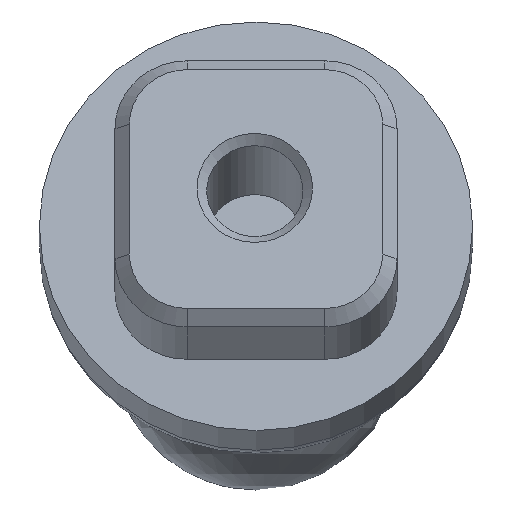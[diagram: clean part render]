
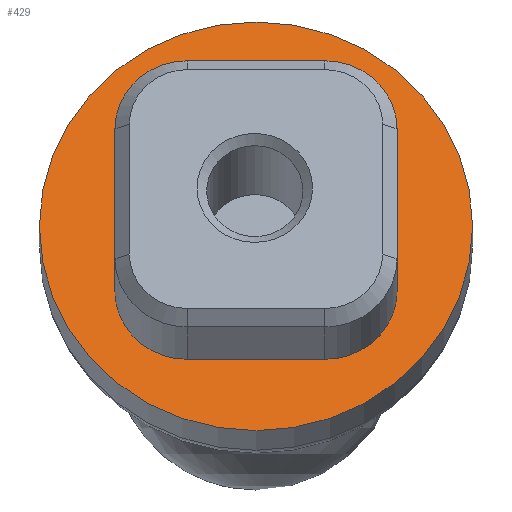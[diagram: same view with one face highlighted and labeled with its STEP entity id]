
A CAD part, front view. The second image highlights one B-rep face of the part: STEP entity #429.
In plain terms, the highlighted planar face has unit normal (0, -0.943, 0.332).
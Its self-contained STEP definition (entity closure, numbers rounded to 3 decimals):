
#33=FACE_BOUND('',#94,.T.);
#45=PLANE('',#486);
#66=FACE_OUTER_BOUND('',#93,.T.);
#93=EDGE_LOOP('',(#369));
#94=EDGE_LOOP('',(#370,#371,#372,#373,#374,#375,#376,#377));
#120=LINE('',#715,#153);
#124=LINE('',#724,#157);
#129=LINE('',#740,#162);
#130=LINE('',#742,#163);
#153=VECTOR('',#575,10.);
#157=VECTOR('',#585,10.);
#162=VECTOR('',#604,10.);
#163=VECTOR('',#607,10.);
#178=CIRCLE('',#475,1.5);
#179=CIRCLE('',#478,1.5);
#180=CIRCLE('',#480,1.5);
#181=CIRCLE('',#482,1.5);
#182=CIRCLE('',#487,4.5);
#211=VERTEX_POINT('',#712);
#212=VERTEX_POINT('',#714);
#213=VERTEX_POINT('',#718);
#214=VERTEX_POINT('',#722);
#215=VERTEX_POINT('',#726);
#216=VERTEX_POINT('',#730);
#217=VERTEX_POINT('',#732);
#218=VERTEX_POINT('',#736);
#219=VERTEX_POINT('',#745);
#259=EDGE_CURVE('',#212,#211,#120,.F.);
#262=EDGE_CURVE('',#213,#211,#178,.T.);
#264=EDGE_CURVE('',#213,#214,#124,.F.);
#266=EDGE_CURVE('',#215,#214,#179,.T.);
#268=EDGE_CURVE('',#216,#217,#180,.T.);
#270=EDGE_CURVE('',#212,#218,#181,.T.);
#272=EDGE_CURVE('',#215,#217,#129,.F.);
#273=EDGE_CURVE('',#216,#218,#130,.F.);
#274=EDGE_CURVE('',#219,#219,#182,.T.);
#369=ORIENTED_EDGE('',*,*,#274,.T.);
#370=ORIENTED_EDGE('',*,*,#264,.T.);
#371=ORIENTED_EDGE('',*,*,#266,.F.);
#372=ORIENTED_EDGE('',*,*,#272,.T.);
#373=ORIENTED_EDGE('',*,*,#268,.F.);
#374=ORIENTED_EDGE('',*,*,#273,.T.);
#375=ORIENTED_EDGE('',*,*,#270,.F.);
#376=ORIENTED_EDGE('',*,*,#259,.T.);
#377=ORIENTED_EDGE('',*,*,#262,.F.);
#429=ADVANCED_FACE('',(#66,#33),#45,.T.);
#475=AXIS2_PLACEMENT_3D('',#720,#580,#581);
#478=AXIS2_PLACEMENT_3D('',#728,#589,#590);
#480=AXIS2_PLACEMENT_3D('',#733,#594,#595);
#482=AXIS2_PLACEMENT_3D('',#737,#599,#600);
#486=AXIS2_PLACEMENT_3D('',#744,#610,#611);
#487=AXIS2_PLACEMENT_3D('',#746,#612,#613);
#575=DIRECTION('',(0.,-0.332,-0.943));
#580=DIRECTION('center_axis',(0.,-0.943,0.332));
#581=DIRECTION('ref_axis',(-0.707,0.235,0.667));
#585=DIRECTION('',(-1.,0.,0.));
#589=DIRECTION('center_axis',(0.,-0.943,0.332));
#590=DIRECTION('ref_axis',(0.707,0.235,0.667));
#594=DIRECTION('center_axis',(0.,-0.943,0.332));
#595=DIRECTION('ref_axis',(0.707,-0.235,-0.667));
#599=DIRECTION('center_axis',(0.,-0.943,0.332));
#600=DIRECTION('ref_axis',(-0.707,-0.235,-0.667));
#604=DIRECTION('',(0.,0.332,0.943));
#607=DIRECTION('',(1.,0.,0.));
#610=DIRECTION('center_axis',(0.,-0.943,0.332));
#611=DIRECTION('ref_axis',(0.,-0.332,-0.943));
#612=DIRECTION('center_axis',(0.,-0.943,0.332));
#613=DIRECTION('ref_axis',(-1.,0.,0.));
#712=CARTESIAN_POINT('',(-14.18,-13.555,47.462));
#714=CARTESIAN_POINT('',(-14.18,-14.505,44.764));
#715=CARTESIAN_POINT('',(-14.18,-13.532,47.528));
#718=CARTESIAN_POINT('',(-12.68,-13.057,48.877));
#720=CARTESIAN_POINT('Origin',(-12.68,-13.555,47.462));
#722=CARTESIAN_POINT('',(-9.82,-13.057,48.877));
#724=CARTESIAN_POINT('',(-11.25,-13.057,48.877));
#726=CARTESIAN_POINT('',(-8.32,-13.555,47.462));
#728=CARTESIAN_POINT('Origin',(-9.82,-13.555,47.462));
#730=CARTESIAN_POINT('',(-9.82,-15.004,43.35));
#732=CARTESIAN_POINT('',(-8.32,-14.505,44.764));
#733=CARTESIAN_POINT('Origin',(-9.82,-14.505,44.764));
#736=CARTESIAN_POINT('',(-12.68,-15.004,43.35));
#737=CARTESIAN_POINT('Origin',(-12.68,-14.505,44.764));
#740=CARTESIAN_POINT('',(-8.32,-14.529,44.698));
#742=CARTESIAN_POINT('',(-14.25,-15.004,43.35));
#744=CARTESIAN_POINT('Origin',(-14.25,-14.03,46.113));
#745=CARTESIAN_POINT('',(-6.75,-14.03,46.113));
#746=CARTESIAN_POINT('Origin',(-11.25,-14.03,46.113));
